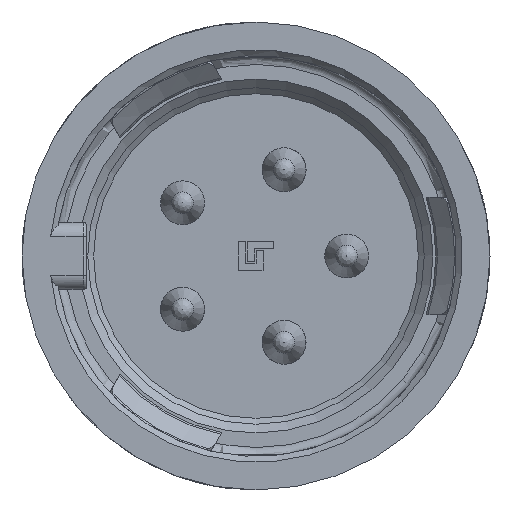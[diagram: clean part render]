
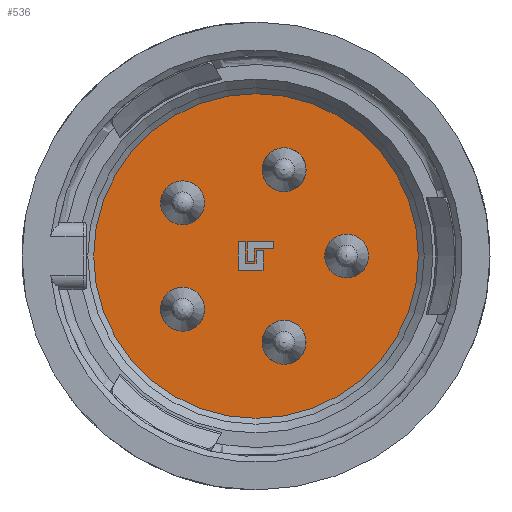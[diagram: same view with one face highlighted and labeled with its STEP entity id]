
A CAD part, left-side view. The second image highlights one B-rep face of the part: STEP entity #536.
In plain terms, the highlighted planar face has unit normal (-1, 0, 0).
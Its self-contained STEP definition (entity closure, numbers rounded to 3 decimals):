
#201=FACE_BOUND('',#1084,.T.);
#202=FACE_BOUND('',#1085,.T.);
#203=FACE_BOUND('',#1086,.T.);
#204=FACE_BOUND('',#1087,.T.);
#205=FACE_BOUND('',#1088,.T.);
#206=FACE_BOUND('',#1089,.T.);
#207=FACE_BOUND('',#1090,.T.);
#208=FACE_BOUND('',#1091,.T.);
#451=PLANE('',#4114);
#536=ADVANCED_FACE('',(#201,#202,#203,#204,#205,#206,#207,#208),#451,.F.);
#1084=EDGE_LOOP('',(#1926));
#1085=EDGE_LOOP('',(#1927));
#1086=EDGE_LOOP('',(#1928));
#1087=EDGE_LOOP('',(#1929));
#1088=EDGE_LOOP('',(#1930));
#1089=EDGE_LOOP('',(#1931,#1932,#1933,#1934,#1935,#1936));
#1090=EDGE_LOOP('',(#1937,#1938,#1939,#1940,#1941,#1942,#1943,#1944));
#1091=EDGE_LOOP('',(#1945));
#1429=LINE('',#6109,#1631);
#1430=LINE('',#6112,#1632);
#1431=LINE('',#6114,#1633);
#1432=LINE('',#6116,#1634);
#1433=LINE('',#6118,#1635);
#1434=LINE('',#6120,#1636);
#1435=LINE('',#6121,#1637);
#1436=LINE('',#6124,#1638);
#1437=LINE('',#6126,#1639);
#1438=LINE('',#6128,#1640);
#1439=LINE('',#6130,#1641);
#1440=LINE('',#6132,#1642);
#1441=LINE('',#6134,#1643);
#1442=LINE('',#6136,#1644);
#1631=VECTOR('',#4697,1.);
#1632=VECTOR('',#4698,1.);
#1633=VECTOR('',#4699,1.);
#1634=VECTOR('',#4700,1.);
#1635=VECTOR('',#4701,1.);
#1636=VECTOR('',#4702,1.);
#1637=VECTOR('',#4703,1.);
#1638=VECTOR('',#4704,1.);
#1639=VECTOR('',#4705,1.);
#1640=VECTOR('',#4706,1.);
#1641=VECTOR('',#4707,1.);
#1642=VECTOR('',#4708,1.);
#1643=VECTOR('',#4709,1.);
#1644=VECTOR('',#4710,1.);
#1926=ORIENTED_EDGE('',*,*,#3411,.T.);
#1927=ORIENTED_EDGE('',*,*,#3412,.T.);
#1928=ORIENTED_EDGE('',*,*,#3413,.T.);
#1929=ORIENTED_EDGE('',*,*,#3414,.T.);
#1930=ORIENTED_EDGE('',*,*,#3415,.T.);
#1931=ORIENTED_EDGE('',*,*,#3416,.T.);
#1932=ORIENTED_EDGE('',*,*,#3417,.T.);
#1933=ORIENTED_EDGE('',*,*,#3418,.T.);
#1934=ORIENTED_EDGE('',*,*,#3419,.T.);
#1935=ORIENTED_EDGE('',*,*,#3420,.T.);
#1936=ORIENTED_EDGE('',*,*,#3421,.T.);
#1937=ORIENTED_EDGE('',*,*,#3422,.T.);
#1938=ORIENTED_EDGE('',*,*,#3423,.T.);
#1939=ORIENTED_EDGE('',*,*,#3424,.T.);
#1940=ORIENTED_EDGE('',*,*,#3425,.T.);
#1941=ORIENTED_EDGE('',*,*,#3426,.T.);
#1942=ORIENTED_EDGE('',*,*,#3427,.T.);
#1943=ORIENTED_EDGE('',*,*,#3428,.T.);
#1944=ORIENTED_EDGE('',*,*,#3429,.T.);
#1945=ORIENTED_EDGE('',*,*,#3430,.T.);
#3033=VERTEX_POINT('',#6100);
#3034=VERTEX_POINT('',#6102);
#3035=VERTEX_POINT('',#6104);
#3036=VERTEX_POINT('',#6106);
#3037=VERTEX_POINT('',#6108);
#3038=VERTEX_POINT('',#6110);
#3039=VERTEX_POINT('',#6111);
#3040=VERTEX_POINT('',#6113);
#3041=VERTEX_POINT('',#6115);
#3042=VERTEX_POINT('',#6117);
#3043=VERTEX_POINT('',#6119);
#3044=VERTEX_POINT('',#6122);
#3045=VERTEX_POINT('',#6123);
#3046=VERTEX_POINT('',#6125);
#3047=VERTEX_POINT('',#6127);
#3048=VERTEX_POINT('',#6129);
#3049=VERTEX_POINT('',#6131);
#3050=VERTEX_POINT('',#6133);
#3051=VERTEX_POINT('',#6135);
#3052=VERTEX_POINT('',#6138);
#3411=EDGE_CURVE('',#3033,#3033,#3869,.T.);
#3412=EDGE_CURVE('',#3034,#3034,#3870,.T.);
#3413=EDGE_CURVE('',#3035,#3035,#3871,.T.);
#3414=EDGE_CURVE('',#3036,#3036,#3872,.T.);
#3415=EDGE_CURVE('',#3037,#3037,#3873,.T.);
#3416=EDGE_CURVE('',#3038,#3039,#1429,.T.);
#3417=EDGE_CURVE('',#3039,#3040,#1430,.T.);
#3418=EDGE_CURVE('',#3040,#3041,#1431,.T.);
#3419=EDGE_CURVE('',#3041,#3042,#1432,.T.);
#3420=EDGE_CURVE('',#3042,#3043,#1433,.T.);
#3421=EDGE_CURVE('',#3043,#3038,#1434,.T.);
#3422=EDGE_CURVE('',#3044,#3045,#1435,.T.);
#3423=EDGE_CURVE('',#3045,#3046,#1436,.T.);
#3424=EDGE_CURVE('',#3046,#3047,#1437,.T.);
#3425=EDGE_CURVE('',#3047,#3048,#1438,.T.);
#3426=EDGE_CURVE('',#3048,#3049,#1439,.T.);
#3427=EDGE_CURVE('',#3049,#3050,#1440,.T.);
#3428=EDGE_CURVE('',#3050,#3051,#1441,.T.);
#3429=EDGE_CURVE('',#3051,#3044,#1442,.T.);
#3430=EDGE_CURVE('',#3052,#3052,#3874,.T.);
#3869=CIRCLE('',#4108,0.75);
#3870=CIRCLE('',#4109,0.75);
#3871=CIRCLE('',#4110,0.75);
#3872=CIRCLE('',#4111,0.75);
#3873=CIRCLE('',#4112,0.75);
#3874=CIRCLE('',#4113,5.55);
#4108=AXIS2_PLACEMENT_3D('',#6099,#4687,#4688);
#4109=AXIS2_PLACEMENT_3D('',#6101,#4689,#4690);
#4110=AXIS2_PLACEMENT_3D('',#6103,#4691,#4692);
#4111=AXIS2_PLACEMENT_3D('',#6105,#4693,#4694);
#4112=AXIS2_PLACEMENT_3D('',#6107,#4695,#4696);
#4113=AXIS2_PLACEMENT_3D('',#6137,#4711,#4712);
#4114=AXIS2_PLACEMENT_3D('',#6139,#4713,#4714);
#4687=DIRECTION('',(1.,0.,0.));
#4688=DIRECTION('',(0.,0.,-1.));
#4689=DIRECTION('',(1.,0.,0.));
#4690=DIRECTION('',(0.,0.,-1.));
#4691=DIRECTION('',(1.,0.,0.));
#4692=DIRECTION('',(0.,0.,-1.));
#4693=DIRECTION('',(1.,0.,0.));
#4694=DIRECTION('',(0.,0.,-1.));
#4695=DIRECTION('',(1.,0.,0.));
#4696=DIRECTION('',(0.,0.,-1.));
#4697=DIRECTION('',(0.,0.,1.));
#4698=DIRECTION('',(0.,-1.,0.));
#4699=DIRECTION('',(0.,0.,-1.));
#4700=DIRECTION('',(0.,1.,0.));
#4701=DIRECTION('',(0.,0.,-1.));
#4702=DIRECTION('',(0.,1.,0.));
#4703=DIRECTION('',(0.,1.,0.));
#4704=DIRECTION('',(0.,0.,1.));
#4705=DIRECTION('',(0.,-1.,0.));
#4706=DIRECTION('',(0.,0.,-1.));
#4707=DIRECTION('',(0.,-1.,0.));
#4708=DIRECTION('',(0.,0.,1.));
#4709=DIRECTION('',(0.,-1.,0.));
#4710=DIRECTION('',(0.,0.,-1.));
#4711=DIRECTION('',(-1.,0.,0.));
#4712=DIRECTION('',(0.,0.,-1.));
#4713=DIRECTION('',(1.,0.,0.));
#4714=DIRECTION('',(0.,0.,-1.));
#6099=CARTESIAN_POINT('',(10.4,-3.1,0.));
#6100=CARTESIAN_POINT('',(10.4,-3.1,-0.75));
#6101=CARTESIAN_POINT('',(10.4,-0.96,2.95));
#6102=CARTESIAN_POINT('',(10.4,-0.96,2.2));
#6103=CARTESIAN_POINT('',(10.4,-0.96,-2.95));
#6104=CARTESIAN_POINT('',(10.4,-0.96,-3.7));
#6105=CARTESIAN_POINT('',(10.4,2.51,-1.82));
#6106=CARTESIAN_POINT('',(10.4,2.51,-2.57));
#6107=CARTESIAN_POINT('',(10.4,2.51,1.82));
#6108=CARTESIAN_POINT('',(10.4,2.51,1.07));
#6109=CARTESIAN_POINT('',(10.4,0.3,-0.19));
#6110=CARTESIAN_POINT('',(10.4,0.3,-0.19));
#6111=CARTESIAN_POINT('',(10.4,0.3,0.49));
#6112=CARTESIAN_POINT('',(10.4,0.3,0.49));
#6113=CARTESIAN_POINT('',(10.4,-0.6,0.49));
#6114=CARTESIAN_POINT('',(10.4,-0.6,0.49));
#6115=CARTESIAN_POINT('',(10.4,-0.6,0.25));
#6116=CARTESIAN_POINT('',(10.4,-0.6,0.25));
#6117=CARTESIAN_POINT('',(10.4,0.06,0.25));
#6118=CARTESIAN_POINT('',(10.4,0.06,0.25));
#6119=CARTESIAN_POINT('',(10.4,0.06,-0.19));
#6120=CARTESIAN_POINT('',(10.4,0.06,-0.19));
#6121=CARTESIAN_POINT('',(10.4,-0.24,-0.49));
#6122=CARTESIAN_POINT('',(10.4,-0.24,-0.49));
#6123=CARTESIAN_POINT('',(10.4,0.6,-0.49));
#6124=CARTESIAN_POINT('',(10.4,0.6,-0.49));
#6125=CARTESIAN_POINT('',(10.4,0.6,0.49));
#6126=CARTESIAN_POINT('',(10.4,0.6,0.49));
#6127=CARTESIAN_POINT('',(10.4,0.36,0.49));
#6128=CARTESIAN_POINT('',(10.4,0.36,0.49));
#6129=CARTESIAN_POINT('',(10.4,0.36,-0.25));
#6130=CARTESIAN_POINT('',(10.4,0.36,-0.25));
#6131=CARTESIAN_POINT('',(10.4,0.,-0.25));
#6132=CARTESIAN_POINT('',(10.4,0.,-0.25));
#6133=CARTESIAN_POINT('',(10.4,0.,0.19));
#6134=CARTESIAN_POINT('',(10.4,0.,0.19));
#6135=CARTESIAN_POINT('',(10.4,-0.24,0.19));
#6136=CARTESIAN_POINT('',(10.4,-0.24,0.19));
#6137=CARTESIAN_POINT('',(10.4,0.,0.));
#6138=CARTESIAN_POINT('',(10.4,0.,-5.55));
#6139=CARTESIAN_POINT('',(10.4,0.,0.));
